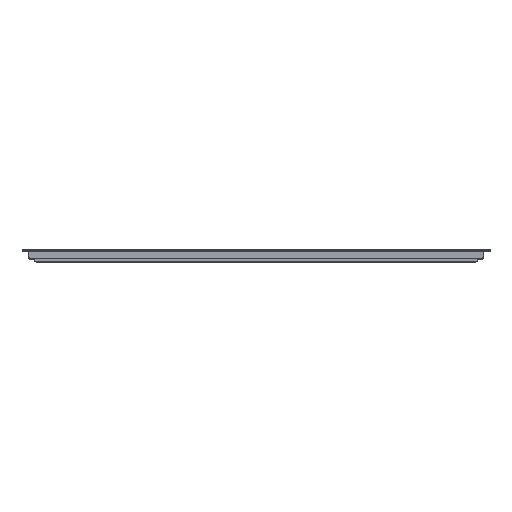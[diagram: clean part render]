
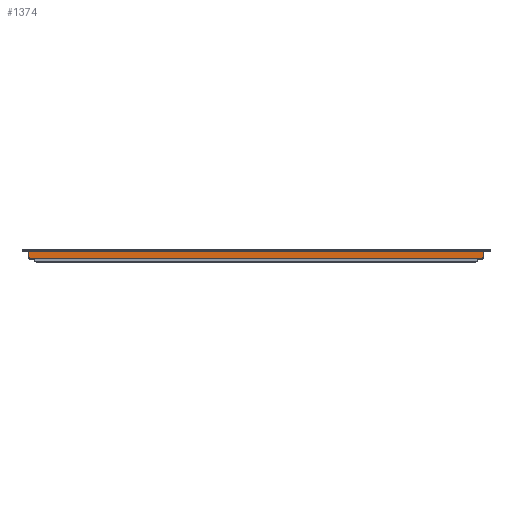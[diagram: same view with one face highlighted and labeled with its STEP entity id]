
A CAD part, top view. The second image highlights one B-rep face of the part: STEP entity #1374.
In plain terms, the highlighted planar face has unit normal (0, 0, 1).
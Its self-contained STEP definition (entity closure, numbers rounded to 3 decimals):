
#37 = VECTOR ( 'NONE', #781, 1000. ) ;
#131 = PLANE ( 'NONE',  #1886 ) ;
#133 = EDGE_CURVE ( 'NONE', #2311, #715, #2512, .T. ) ;
#154 = CARTESIAN_POINT ( 'NONE',  ( 373.25, -10., 47.45 ) ) ;
#176 = ORIENTED_EDGE ( 'NONE', *, *, #2028, .T. ) ;
#208 = DIRECTION ( 'NONE',  ( 0., 0., 1. ) ) ;
#287 = AXIS2_PLACEMENT_3D ( 'NONE', #502, #208, #749 ) ;
#316 = DIRECTION ( 'NONE',  ( 0., 1., 0. ) ) ;
#329 = VECTOR ( 'NONE', #2662, 1000. ) ;
#502 = CARTESIAN_POINT ( 'NONE',  ( -373.25, -10., 47.45 ) ) ;
#510 = LINE ( 'NONE', #1639, #1004 ) ;
#603 = CARTESIAN_POINT ( 'NONE',  ( -378.25, -1.5, 47.45 ) ) ;
#672 = CARTESIAN_POINT ( 'NONE',  ( 378.25, -15., 47.45 ) ) ;
#715 = VERTEX_POINT ( 'NONE', #1102 ) ;
#749 = DIRECTION ( 'NONE',  ( 0., -1., 0. ) ) ;
#763 = CARTESIAN_POINT ( 'NONE',  ( -378.25, -10., 47.45 ) ) ;
#781 = DIRECTION ( 'NONE',  ( -1., 0., 0. ) ) ;
#814 = VERTEX_POINT ( 'NONE', #1391 ) ;
#816 = DIRECTION ( 'NONE',  ( -1., 0., 0. ) ) ;
#898 = ORIENTED_EDGE ( 'NONE', *, *, #2314, .F. ) ;
#967 = CIRCLE ( 'NONE', #1431, 5. ) ;
#1004 = VECTOR ( 'NONE', #816, 1000. ) ;
#1102 = CARTESIAN_POINT ( 'NONE',  ( -373.25, -15., 47.45 ) ) ;
#1107 = EDGE_CURVE ( 'NONE', #2498, #814, #967, .T. ) ;
#1113 = ORIENTED_EDGE ( 'NONE', *, *, #1107, .T. ) ;
#1153 = EDGE_LOOP ( 'NONE', ( #2366, #2198, #898, #1113, #2144, #176 ) ) ;
#1264 = FACE_OUTER_BOUND ( 'NONE', #1153, .T. ) ;
#1305 = EDGE_CURVE ( 'NONE', #2311, #1991, #3066, .T. ) ;
#1374 = ADVANCED_FACE ( 'NONE', ( #1264 ), #131, .T. ) ;
#1391 = CARTESIAN_POINT ( 'NONE',  ( 378.25, -10., 47.45 ) ) ;
#1396 = EDGE_CURVE ( 'NONE', #2369, #814, #1799, .T. ) ;
#1431 = AXIS2_PLACEMENT_3D ( 'NONE', #154, #1863, #2957 ) ;
#1639 = CARTESIAN_POINT ( 'NONE',  ( 0., -3., 47.45 ) ) ;
#1799 = LINE ( 'NONE', #672, #329 ) ;
#1863 = DIRECTION ( 'NONE',  ( 0., 0., 1. ) ) ;
#1886 = AXIS2_PLACEMENT_3D ( 'NONE', #3185, #2379, #2647 ) ;
#1991 = VERTEX_POINT ( 'NONE', #2207 ) ;
#2028 = EDGE_CURVE ( 'NONE', #2369, #1991, #510, .T. ) ;
#2144 = ORIENTED_EDGE ( 'NONE', *, *, #1396, .F. ) ;
#2163 = LINE ( 'NONE', #2842, #37 ) ;
#2198 = ORIENTED_EDGE ( 'NONE', *, *, #133, .T. ) ;
#2207 = CARTESIAN_POINT ( 'NONE',  ( -378.25, -3., 47.45 ) ) ;
#2311 = VERTEX_POINT ( 'NONE', #763 ) ;
#2314 = EDGE_CURVE ( 'NONE', #2498, #715, #2163, .T. ) ;
#2366 = ORIENTED_EDGE ( 'NONE', *, *, #1305, .F. ) ;
#2369 = VERTEX_POINT ( 'NONE', #3180 ) ;
#2379 = DIRECTION ( 'NONE',  ( 0., 0., 1. ) ) ;
#2498 = VERTEX_POINT ( 'NONE', #2967 ) ;
#2512 = CIRCLE ( 'NONE', #287, 5. ) ;
#2647 = DIRECTION ( 'NONE',  ( 0., -1., 0. ) ) ;
#2662 = DIRECTION ( 'NONE',  ( 0., -1., 0. ) ) ;
#2842 = CARTESIAN_POINT ( 'NONE',  ( -378.25, -15., 47.45 ) ) ;
#2957 = DIRECTION ( 'NONE',  ( 0., -1., 0. ) ) ;
#2967 = CARTESIAN_POINT ( 'NONE',  ( 373.25, -15., 47.45 ) ) ;
#2976 = VECTOR ( 'NONE', #316, 1000. ) ;
#3066 = LINE ( 'NONE', #603, #2976 ) ;
#3180 = CARTESIAN_POINT ( 'NONE',  ( 378.25, -3., 47.45 ) ) ;
#3185 = CARTESIAN_POINT ( 'NONE',  ( 0., 0., 47.45 ) ) ;
